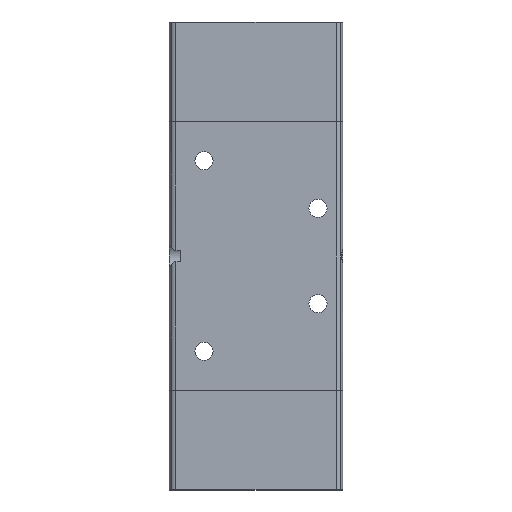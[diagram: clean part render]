
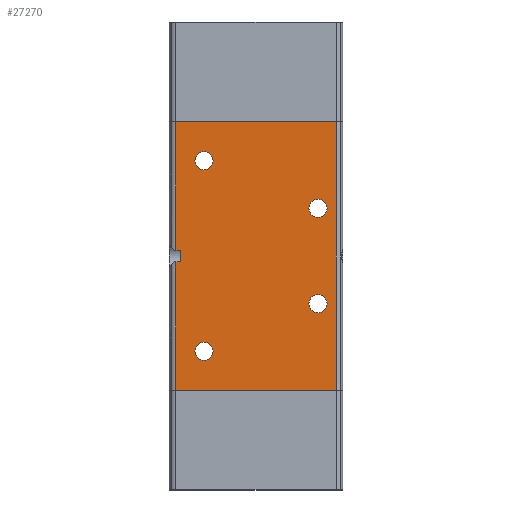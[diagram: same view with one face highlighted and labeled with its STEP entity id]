
A CAD part, left-side view. The second image highlights one B-rep face of the part: STEP entity #27270.
In plain terms, the highlighted planar face has unit normal (-1, 0, 0).
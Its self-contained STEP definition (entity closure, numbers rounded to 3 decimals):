
#6518=CARTESIAN_POINT('',(-11.0,14.5,7.558));
#6519=VERTEX_POINT('',#6518);
#6533=CARTESIAN_POINT('',(-11.0,14.5,37.25));
#6534=VERTEX_POINT('',#6533);
#6535=CARTESIAN_POINT('',(-11.0,14.5,7.558));
#6536=DIRECTION('',(0.0,0.0,1.0));
#6537=VECTOR('',#6536,29.692);
#6538=LINE('',#6535,#6537);
#6539=EDGE_CURVE('',#6519,#6534,#6538,.T.);
#6606=CARTESIAN_POINT('',(-11.,8.,26.15));
#6607=VERTEX_POINT('',#6606);
#6616=CARTESIAN_POINT('',(-11.,8.,30.35));
#6617=VERTEX_POINT('',#6616);
#6618=CARTESIAN_POINT('',(-11.,8.,28.25));
#6619=DIRECTION('',(1.0,0.0,0.0));
#6620=DIRECTION('',(0.0,0.0,-1.0));
#6621=AXIS2_PLACEMENT_3D('',#6618,#6619,#6620);
#6622=CIRCLE('',#6621,2.1);
#6623=EDGE_CURVE('',#6617,#6607,#6622,.T.);
#6728=CARTESIAN_POINT('',(-11.,8.,-17.85));
#6729=VERTEX_POINT('',#6728);
#6738=CARTESIAN_POINT('',(-11.,8.,-13.65));
#6739=VERTEX_POINT('',#6738);
#6740=CARTESIAN_POINT('',(-11.,8.,-15.75));
#6741=DIRECTION('',(1.0,0.0,0.0));
#6742=DIRECTION('',(0.0,0.0,-1.0));
#6743=AXIS2_PLACEMENT_3D('',#6740,#6741,#6742);
#6744=CIRCLE('',#6743,2.1);
#6745=EDGE_CURVE('',#6739,#6729,#6744,.T.);
#6850=CARTESIAN_POINT('',(-11.0,-18.3,15.15));
#6851=VERTEX_POINT('',#6850);
#6860=CARTESIAN_POINT('',(-11.0,-18.3,19.35));
#6861=VERTEX_POINT('',#6860);
#6862=CARTESIAN_POINT('',(-11.0,-18.3,17.25));
#6863=DIRECTION('',(1.0,0.0,0.0));
#6864=DIRECTION('',(0.0,0.0,-1.0));
#6865=AXIS2_PLACEMENT_3D('',#6862,#6863,#6864);
#6866=CIRCLE('',#6865,2.1);
#6867=EDGE_CURVE('',#6861,#6851,#6866,.T.);
#6892=CARTESIAN_POINT('',(-11.0,-18.3,-6.85));
#6893=VERTEX_POINT('',#6892);
#6902=CARTESIAN_POINT('',(-11.0,-18.3,-2.65));
#6903=VERTEX_POINT('',#6902);
#6904=CARTESIAN_POINT('',(-11.0,-18.3,-4.75));
#6905=DIRECTION('',(1.0,0.0,0.0));
#6906=DIRECTION('',(0.0,0.0,-1.0));
#6907=AXIS2_PLACEMENT_3D('',#6904,#6905,#6906);
#6908=CIRCLE('',#6907,2.1);
#6909=EDGE_CURVE('',#6903,#6893,#6908,.T.);
#7541=CARTESIAN_POINT('',(-11.0,14.5,-24.75));
#7542=VERTEX_POINT('',#7541);
#7550=CARTESIAN_POINT('',(-11.0,14.5,4.942));
#7551=VERTEX_POINT('',#7550);
#7552=CARTESIAN_POINT('',(-11.0,14.5,-24.75));
#7553=DIRECTION('',(0.0,0.0,1.0));
#7554=VECTOR('',#7553,29.692);
#7555=LINE('',#7552,#7554);
#7556=EDGE_CURVE('',#7542,#7551,#7555,.T.);
#7660=CARTESIAN_POINT('',(-11.0,13.4,4.942));
#7661=VERTEX_POINT('',#7660);
#7662=CARTESIAN_POINT('',(-11.0,13.4,4.942));
#7663=DIRECTION('',(0.0,1.0,0.0));
#7664=VECTOR('',#7663,1.1);
#7665=LINE('',#7662,#7664);
#7666=EDGE_CURVE('',#7661,#7551,#7665,.T.);
#7693=CARTESIAN_POINT('',(-11.0,13.4,7.558));
#7694=VERTEX_POINT('',#7693);
#7702=CARTESIAN_POINT('',(-11.0,14.5,7.558));
#7703=DIRECTION('',(0.0,-1.0,0.0));
#7704=VECTOR('',#7703,1.1);
#7705=LINE('',#7702,#7704);
#7706=EDGE_CURVE('',#6519,#7694,#7705,.T.);
#27144=CARTESIAN_POINT('',(-11.0,13.4,7.558));
#27145=DIRECTION('',(0.0,0.0,-1.0));
#27146=VECTOR('',#27145,2.615);
#27147=LINE('',#27144,#27146);
#27148=EDGE_CURVE('',#7694,#7661,#27147,.T.);
#27196=CARTESIAN_POINT('',(-11.0,-24.,-24.75));
#27197=DIRECTION('',(-1.0,0.0,0.0));
#27198=DIRECTION('',(0.0,0.0,1.0));
#27199=AXIS2_PLACEMENT_3D('',#27196,#27197,#27198);
#27200=PLANE('',#27199);
#27201=ORIENTED_EDGE('',*,*,#7706,.T.);
#27202=ORIENTED_EDGE('',*,*,#27148,.T.);
#27203=ORIENTED_EDGE('',*,*,#7666,.T.);
#27204=ORIENTED_EDGE('',*,*,#7556,.F.);
#27205=CARTESIAN_POINT('',(-11.0,-22.5,-24.75));
#27206=VERTEX_POINT('',#27205);
#27207=CARTESIAN_POINT('',(-11.0,14.5,-24.75));
#27208=DIRECTION('',(0.0,-1.0,0.0));
#27209=VECTOR('',#27208,37.0);
#27210=LINE('',#27207,#27209);
#27211=EDGE_CURVE('',#7542,#27206,#27210,.T.);
#27212=ORIENTED_EDGE('',*,*,#27211,.T.);
#27213=CARTESIAN_POINT('',(-11.0,-22.5,37.25));
#27214=VERTEX_POINT('',#27213);
#27215=CARTESIAN_POINT('',(-11.0,-22.5,37.25));
#27216=DIRECTION('',(0.0,0.0,-1.0));
#27217=VECTOR('',#27216,62.0);
#27218=LINE('',#27215,#27217);
#27219=EDGE_CURVE('',#27214,#27206,#27218,.T.);
#27220=ORIENTED_EDGE('',*,*,#27219,.F.);
#27221=CARTESIAN_POINT('',(-11.0,-22.5,37.25));
#27222=DIRECTION('',(0.0,1.0,0.0));
#27223=VECTOR('',#27222,37.0);
#27224=LINE('',#27221,#27223);
#27225=EDGE_CURVE('',#27214,#6534,#27224,.T.);
#27226=ORIENTED_EDGE('',*,*,#27225,.T.);
#27227=ORIENTED_EDGE('',*,*,#6539,.F.);
#27228=EDGE_LOOP('',(#27201,#27202,#27203,#27204,#27212,#27220,#27226,#27227));
#27229=FACE_OUTER_BOUND('',#27228,.T.);
#27230=ORIENTED_EDGE('',*,*,#6623,.T.);
#27231=CARTESIAN_POINT('',(-11.,8.,28.25));
#27232=DIRECTION('',(1.0,0.0,0.0));
#27233=DIRECTION('',(0.0,0.0,-1.0));
#27234=AXIS2_PLACEMENT_3D('',#27231,#27232,#27233);
#27235=CIRCLE('',#27234,2.1);
#27236=EDGE_CURVE('',#6607,#6617,#27235,.T.);
#27237=ORIENTED_EDGE('',*,*,#27236,.T.);
#27238=EDGE_LOOP('',(#27230,#27237));
#27239=FACE_BOUND('',#27238,.T.);
#27240=ORIENTED_EDGE('',*,*,#6745,.T.);
#27241=CARTESIAN_POINT('',(-11.,8.,-15.75));
#27242=DIRECTION('',(1.0,0.0,0.0));
#27243=DIRECTION('',(0.0,0.0,-1.0));
#27244=AXIS2_PLACEMENT_3D('',#27241,#27242,#27243);
#27245=CIRCLE('',#27244,2.1);
#27246=EDGE_CURVE('',#6729,#6739,#27245,.T.);
#27247=ORIENTED_EDGE('',*,*,#27246,.T.);
#27248=EDGE_LOOP('',(#27240,#27247));
#27249=FACE_BOUND('',#27248,.T.);
#27250=ORIENTED_EDGE('',*,*,#6867,.T.);
#27251=CARTESIAN_POINT('',(-11.0,-18.3,17.25));
#27252=DIRECTION('',(1.0,0.0,0.0));
#27253=DIRECTION('',(0.0,0.0,-1.0));
#27254=AXIS2_PLACEMENT_3D('',#27251,#27252,#27253);
#27255=CIRCLE('',#27254,2.1);
#27256=EDGE_CURVE('',#6851,#6861,#27255,.T.);
#27257=ORIENTED_EDGE('',*,*,#27256,.T.);
#27258=EDGE_LOOP('',(#27250,#27257));
#27259=FACE_BOUND('',#27258,.T.);
#27260=ORIENTED_EDGE('',*,*,#6909,.T.);
#27261=CARTESIAN_POINT('',(-11.0,-18.3,-4.75));
#27262=DIRECTION('',(1.0,0.0,0.0));
#27263=DIRECTION('',(0.0,0.0,-1.0));
#27264=AXIS2_PLACEMENT_3D('',#27261,#27262,#27263);
#27265=CIRCLE('',#27264,2.1);
#27266=EDGE_CURVE('',#6893,#6903,#27265,.T.);
#27267=ORIENTED_EDGE('',*,*,#27266,.T.);
#27268=EDGE_LOOP('',(#27260,#27267));
#27269=FACE_BOUND('',#27268,.T.);
#27270=ADVANCED_FACE('',(#27229,#27239,#27249,#27259,#27269),#27200,.T.);
